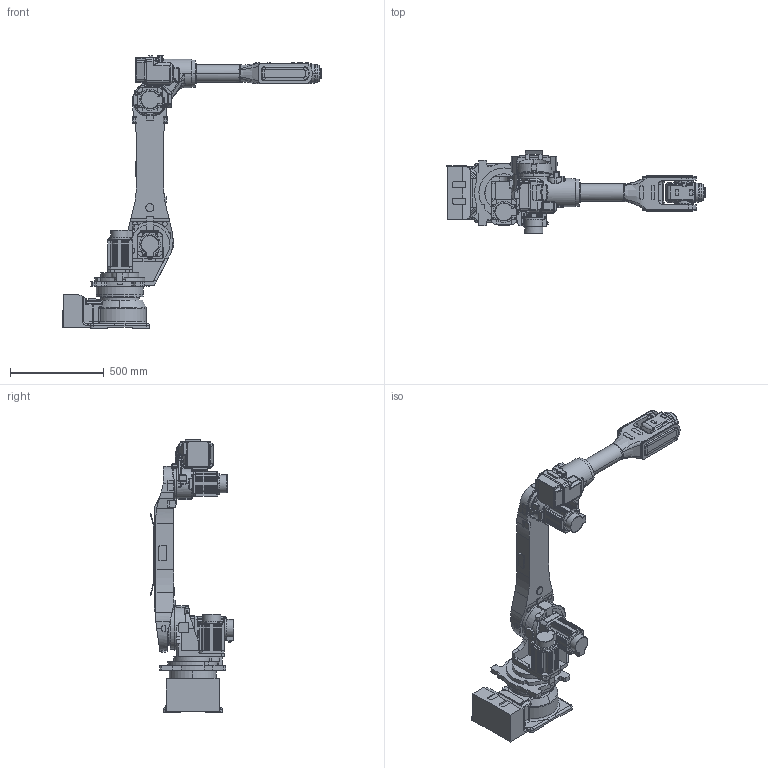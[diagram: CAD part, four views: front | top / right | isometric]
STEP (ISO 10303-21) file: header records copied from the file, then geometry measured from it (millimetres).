
FILE_DESCRIPTION (( 'STEP AP214' ), '1' );
FILE_NAME ('HH020(駍).STEP', '2018-06-14T04:49:59', ( 'Windows 餌辨濠' ), ( 'HRDG' ), 'SwSTEP 2.0', 'SolidWorks 2017', '' );
FILE_SCHEMA (( 'AUTOMOTIVE_DESIGN' ));
Length unit declared in the file: millimetre
Products named in the file (29): HH020_S H MOTOR; HH020_ARM FRAME ASSY; HH020_S REDUCER; HH020_ARM FRAME; HH020_BASE BODY ASSY; HH020_ARM FRAME COVER; HH020_BASE BODY; HH020_REDUCER; HH020_UPPER FRAME ASSY; HH020_V MOTOR ASSY; HH020_UPPER FRAME; HH020_V MOTOR; HH020_A2 ARM CABLE BKT; HH020_WRIST ASSY; HH020(駍); HH020_B OUTPUT; HH020_W1-002_WRIST BODY_Default; HH020_W1-105_MOTOR BASE(R1)_Default; HH020_W1-006_BEARING HOUSING(R1)_Default; HH020_R1 OUTPUT; HH020_W1-007_ATTACHMENT_Default; HH020_R2 OUTPUT; HH020_W1-001_ARM PIPE_Default; HH020_LOWER FRAME ASSY; HH020_WRIST COVER ASSY; HH020_LOWER FRAME; HH020_W1-003_WRIST COVER_Default; HH020_H REDUCER; HH020_W1-104_GASKET_Default
Assembly tree (30 placements, depth 5):
  HH020(駍)
    HH020_ARM FRAME ASSY
      HH020_V MOTOR ASSY
        HH020_V MOTOR
      HH020_REDUCER
      HH020_ARM FRAME COVER
      HH020_ARM FRAME
    HH020_WRIST ASSY
      HH020_R2 OUTPUT
        HH020_WRIST COVER ASSY  x2
          HH020_W1-104_GASKET_Default
          HH020_W1-003_WRIST COVER_Default
        HH020_W1-001_ARM PIPE_Default
      HH020_R1 OUTPUT
        HH020_W1-007_ATTACHMENT_Default
      HH020_B OUTPUT
        HH020_W1-006_BEARING HOUSING(R1)_Default
        HH020_W1-105_MOTOR BASE(R1)_Default
        HH020_W1-002_WRIST BODY_Default
    HH020_UPPER FRAME ASSY
      HH020_A2 ARM CABLE BKT
      HH020_UPPER FRAME
    HH020_BASE BODY ASSY
      HH020_BASE BODY
    HH020_LOWER FRAME ASSY
      HH020_S REDUCER
      HH020_S H MOTOR  x2
      HH020_H REDUCER
      HH020_LOWER FRAME
Bounding box: 1376 x 446.11 x 1451.6 mm (x, y, z)
Volume: 69266342.3 mm3; surface area: 3630991.6 mm2
Topology: 22 solids, 24 shells, 2815 faces, 7181 edges, 4511 vertices
Faces by surface type: plane 1267, cylinder 1029, bspline 461, cone 58
Entity records: 100812 total; most frequent: CARTESIAN_POINT 43268, ORIENTED_EDGE 12380, DIRECTION 11120, EDGE_CURVE 6190, AXIS2_PLACEMENT_3D 3896, VERTEX_POINT 3895, VECTOR 3328, LINE 3328
